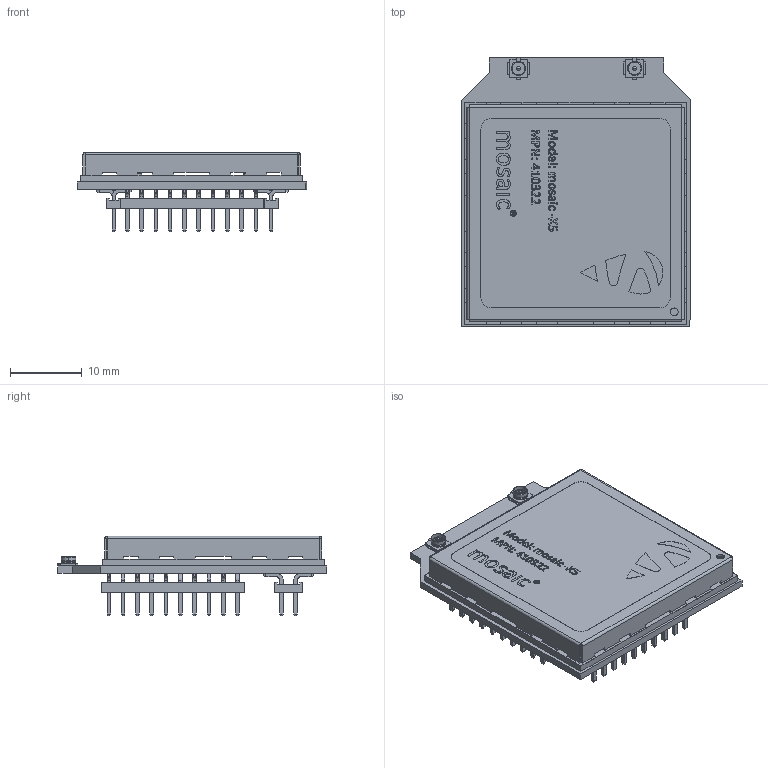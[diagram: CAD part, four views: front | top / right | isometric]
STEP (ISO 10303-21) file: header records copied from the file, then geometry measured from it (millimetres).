
FILE_DESCRIPTION (( 'STEP AP214' ), '1' );
FILE_NAME ('AS-RTK3B-MICRO-MH-L1L2UFLHS-00.STEP', '2023-03-20T06:11:22', ( '' ), ( '' ), 'SwSTEP 2.0', 'SolidWorks 2020', '' );
FILE_SCHEMA (( 'AUTOMOTIVE_DESIGN' ));
Length unit declared in the file: millimetre
Products named in the file (13): TMM-110-01-L-D-SM.stp; Mosaic-410322--3DModel-STEP-1.step; TMM-110-01-L-D-SM_sm_pins2.stp; TMM-110-01-L-D-SM_pins1.stp; AS-RTK3B-MICRO-MH-L1L2UFLHS-00; CONUFL001-SMD-T--3DModel-STEP-269445.step; TMM-110-01-L-D-SM_body.stp; TMM-110-01-G-S-SM-P-TR.stp; PCB_srtk3bmicro; TMM-110-01-G-S-SM_pins1.stp; TMM-110-01-G-S-SM-P-TR_body.stp; TMM-110-01-G-S-SM-P-TR_sm_pins2.stp
Assembly tree (16 placements, depth 3):
  AS-RTK3B-MICRO-MH-L1L2UFLHS-00
    PCB_srtk3bmicro
    TMM-110-01-L-D-SM.stp
      TMM-110-01-L-D-SM_sm_pins2.stp
      TMM-110-01-L-D-SM_pins1.stp
      TMM-110-01-L-D-SM_body.stp
    TMM-110-01-G-S-SM-P-TR.stp
      TMM-110-01-G-S-SM-P-TR_sm_pins2.stp
      TMM-110-01-G-S-SM_pins1.stp
      TMM-110-01-G-S-SM-P-TR_body.stp
    Mosaic-410322--3DModel-STEP-1.step
    CONUFL001-SMD-T--3DModel-STEP-269445.step  x2
    TMM-110-01-G-S-SM-P-TR.stp
      TMM-110-01-G-S-SM-P-TR_sm_pins2.stp
      TMM-110-01-G-S-SM_pins1.stp
      TMM-110-01-G-S-SM-P-TR_body.stp
Bounding box: 32.13 x 37.66 x 11.14 mm (x, y, z)
Volume: 2827.2 mm3; surface area: 10828.9 mm2
Topology: 334 solids, 334 shells, 4445 faces, 10130 edges, 6620 vertices
Faces by surface type: plane 2649, cylinder 1132, bspline 652, cone 12
Entity records: 145483 total; most frequent: CARTESIAN_POINT 53744, ORIENTED_EDGE 18126, DIRECTION 16756, EDGE_CURVE 9063, VERTEX_POINT 5946, LINE 5592, VECTOR 5592, AXIS2_PLACEMENT_3D 5582
